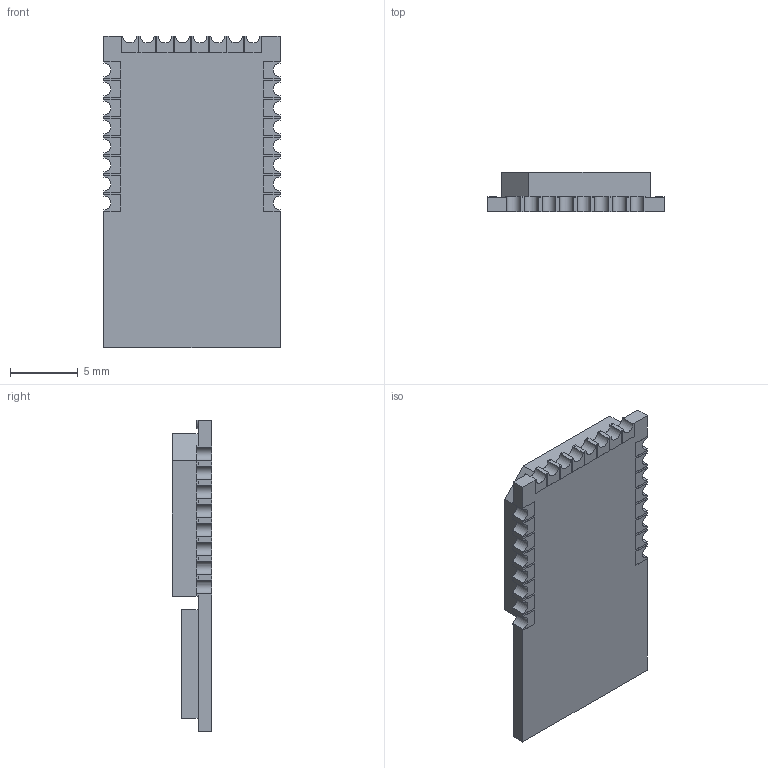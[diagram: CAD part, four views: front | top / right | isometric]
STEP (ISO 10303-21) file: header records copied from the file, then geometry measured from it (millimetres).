
FILE_DESCRIPTION (( 'STEP AP214' ), '1' );
FILE_NAME ('DWM1000 Module.STEP', '2015-08-25T18:26:07', ( '' ), ( '' ), 'SwSTEP 2.0', 'SolidWorks 2014', '' );
FILE_SCHEMA (( 'AUTOMOTIVE_DESIGN' ));
Length unit declared in the file: millimetre
Products named in the file (1): DWM1000 Module
Bounding box: 13 x 2.91 x 23 mm (x, y, z)
Volume: 591.2 mm3; surface area: 792.1 mm2
Topology: 1 solids, 1 shells, 311 faces, 891 edges, 594 vertices
Faces by surface type: plane 237, cylinder 56, bspline 18
Entity records: 11667 total; most frequent: CARTESIAN_POINT 2927, ORIENTED_EDGE 1782, DIRECTION 1555, EDGE_CURVE 891, LINE 743, VECTOR 743, VERTEX_POINT 594, AXIS2_PLACEMENT_3D 406
